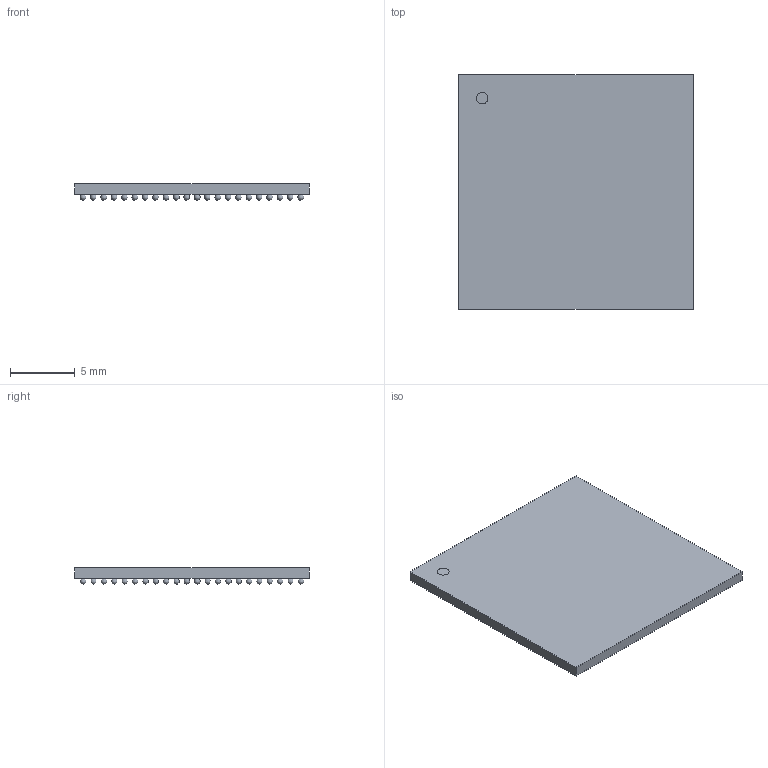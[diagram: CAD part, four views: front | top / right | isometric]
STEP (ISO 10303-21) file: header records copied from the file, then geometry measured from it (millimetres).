
FILE_DESCRIPTION(('STEP AP214'),'1');
FILE_NAME('BGA_P157FAA1_STM','2022-02-08T13:22:57',(''),(''),'','','');
FILE_SCHEMA(('AUTOMOTIVE_DESIGN'));
Length unit declared in the file: millimetre
Products named in the file (1): product
Bounding box: 18.11 x 18.11 x 1.27 mm (x, y, z)
Volume: 289.4 mm3; surface area: 1010.4 mm2
Topology: 450 solids, 450 shells, 457 faces, 1359 edges, 906 vertices
Faces by surface type: sphere 448, plane 8, cylinder 1
Full cylindrical faces by diameter (mm): 0.906 x1
Entity records: 4288 total; most frequent: DIRECTION 934, CARTESIAN_POINT 471, AXIS2_PLACEMENT_3D 461, STYLED_ITEM 457, ADVANCED_FACE 457, MANIFOLD_SOLID_BREP 450, CLOSED_SHELL 450, SPHERICAL_SURFACE 448
